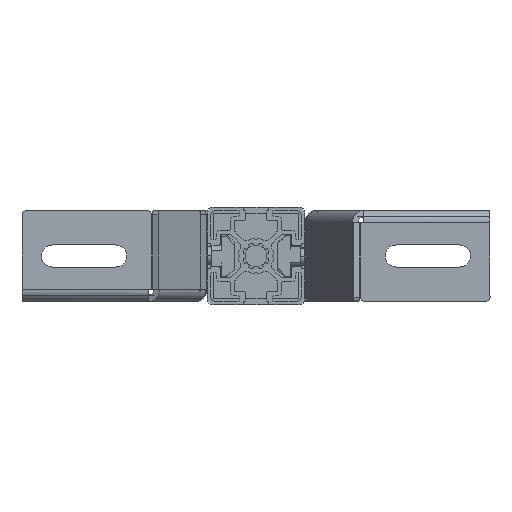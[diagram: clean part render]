
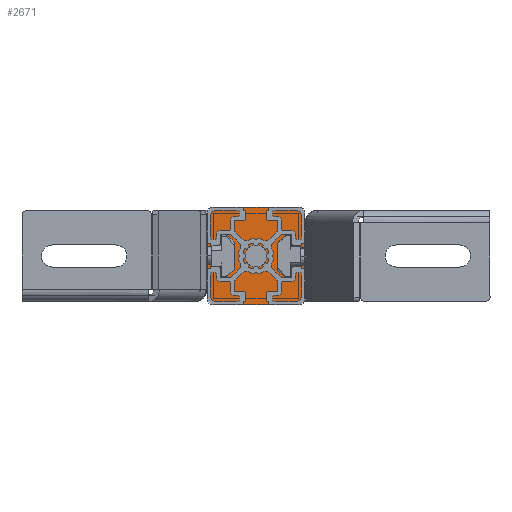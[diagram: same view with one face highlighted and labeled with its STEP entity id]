
A CAD part, front view. The second image highlights one B-rep face of the part: STEP entity #2671.
In plain terms, the highlighted face is planar.
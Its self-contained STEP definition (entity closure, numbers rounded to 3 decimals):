
#402 = CIRCLE ( 'NONE', #13440, 3. ) ;
#520 = DIRECTION ( 'NONE',  ( 0., 0., -1. ) ) ;
#523 = ORIENTED_EDGE ( 'NONE', *, *, #11089, .T. ) ;
#580 = CARTESIAN_POINT ( 'NONE',  ( -22.5, 19.5, 0. ) ) ;
#822 = ORIENTED_EDGE ( 'NONE', *, *, #1737, .F. ) ;
#836 = VERTEX_POINT ( 'NONE', #3957 ) ;
#839 = EDGE_CURVE ( 'NONE', #3145, #4575, #8099, .T. ) ;
#956 = CARTESIAN_POINT ( 'NONE',  ( 22.5, -19.5, 0. ) ) ;
#984 = EDGE_CURVE ( 'NONE', #9986, #2550, #402, .T. ) ;
#1151 = EDGE_CURVE ( 'NONE', #5431, #4533, #5847, .T. ) ;
#1295 = DIRECTION ( 'NONE',  ( 0., 0., -1. ) ) ;
#1352 = FACE_OUTER_BOUND ( 'NONE', #6580, .T. ) ;
#1391 = EDGE_CURVE ( '������5', #5320, #836, #9242, .T. ) ;
#1737 = EDGE_CURVE ( 'NONE', #9238, #2550, #11392, .T. ) ;
#1897 = EDGE_CURVE ( '������5', #836, #5320, #13035, .T. ) ;
#1899 = AXIS2_PLACEMENT_3D ( 'NONE', #8743, #520, #13032 ) ;
#2060 = CARTESIAN_POINT ( 'NONE',  ( -19.5, -19.5, 0. ) ) ;
#2061 = VECTOR ( 'NONE', #12350, 1000. ) ;
#2143 = CIRCLE ( 'NONE', #7772, 3. ) ;
#2493 = CARTESIAN_POINT ( 'NONE',  ( 19.5, 22.5, 0. ) ) ;
#2522 = ORIENTED_EDGE ( 'NONE', *, *, #1391, .F. ) ;
#2550 = VERTEX_POINT ( 'NONE', #8422 ) ;
#2648 = ORIENTED_EDGE ( 'NONE', *, *, #1897, .F. ) ;
#2655 = DIRECTION ( 'NONE',  ( -1., 0., 0. ) ) ;
#2671 = ADVANCED_FACE ( '�����2', ( #5621, #1352 ), #9699, .F. ) ;
#3145 = VERTEX_POINT ( 'NONE', #580 ) ;
#3510 = CARTESIAN_POINT ( 'NONE',  ( 0., 0., 0. ) ) ;
#3957 = CARTESIAN_POINT ( 'NONE',  ( -5., 0., 0. ) ) ;
#4097 = ORIENTED_EDGE ( 'NONE', *, *, #7782, .F. ) ;
#4533 = VERTEX_POINT ( 'NONE', #5598 ) ;
#4575 = VERTEX_POINT ( 'NONE', #4716 ) ;
#4716 = CARTESIAN_POINT ( 'NONE',  ( -22.5, -19.5, 0. ) ) ;
#4732 = AXIS2_PLACEMENT_3D ( 'NONE', #2060, #12326, #10282 ) ;
#5186 = ORIENTED_EDGE ( 'NONE', *, *, #8803, .T. ) ;
#5320 = VERTEX_POINT ( 'NONE', #7861 ) ;
#5431 = VERTEX_POINT ( 'NONE', #8276 ) ;
#5598 = CARTESIAN_POINT ( 'NONE',  ( 19.5, -22.5, 0. ) ) ;
#5621 = FACE_BOUND ( 'NONE', #6636, .T. ) ;
#5637 = AXIS2_PLACEMENT_3D ( 'NONE', #8690, #12842, #9834 ) ;
#5847 = LINE ( 'NONE', #11147, #9151 ) ;
#6270 = ORIENTED_EDGE ( 'NONE', *, *, #839, .F. ) ;
#6303 = VERTEX_POINT ( 'NONE', #10069 ) ;
#6424 = AXIS2_PLACEMENT_3D ( 'NONE', #6510, #10720, #9577 ) ;
#6510 = CARTESIAN_POINT ( 'NONE',  ( 0., 0., 0. ) ) ;
#6580 = EDGE_LOOP ( 'NONE', ( #6270, #523, #4097, #8444, #822, #8278, #6992, #5186 ) ) ;
#6619 = DIRECTION ( 'NONE',  ( 0., 0., -1. ) ) ;
#6636 = EDGE_LOOP ( 'NONE', ( #2522, #2648 ) ) ;
#6854 = DIRECTION ( 'NONE',  ( 1., 0., 0. ) ) ;
#6907 = CARTESIAN_POINT ( 'NONE',  ( -19.5, 19.5, 0. ) ) ;
#6992 = ORIENTED_EDGE ( 'NONE', *, *, #1151, .F. ) ;
#7476 = DIRECTION ( 'NONE',  ( 1., 0., 0. ) ) ;
#7772 = AXIS2_PLACEMENT_3D ( 'NONE', #6907, #12284, #11058 ) ;
#7782 = EDGE_CURVE ( 'NONE', #9986, #6303, #9994, .T. ) ;
#7861 = CARTESIAN_POINT ( 'NONE',  ( 5., 0., 0. ) ) ;
#8099 = LINE ( 'NONE', #12251, #9314 ) ;
#8276 = CARTESIAN_POINT ( 'NONE',  ( -19.5, -22.5, 0. ) ) ;
#8278 = ORIENTED_EDGE ( 'NONE', *, *, #12437, .T. ) ;
#8422 = CARTESIAN_POINT ( 'NONE',  ( 22.5, 19.5, 0. ) ) ;
#8444 = ORIENTED_EDGE ( 'NONE', *, *, #984, .T. ) ;
#8690 = CARTESIAN_POINT ( 'NONE',  ( 0., 0., 0. ) ) ;
#8743 = CARTESIAN_POINT ( 'NONE',  ( 19.5, -19.5, 0. ) ) ;
#8803 = EDGE_CURVE ( 'NONE', #5431, #4575, #9292, .T. ) ;
#9151 = VECTOR ( 'NONE', #6854, 1000. ) ;
#9238 = VERTEX_POINT ( 'NONE', #956 ) ;
#9242 = CIRCLE ( 'NONE', #6424, 5. ) ;
#9272 = VECTOR ( 'NONE', #2655, 1000. ) ;
#9292 = CIRCLE ( 'NONE', #4732, 3. ) ;
#9314 = VECTOR ( 'NONE', #11220, 1000. ) ;
#9577 = DIRECTION ( 'NONE',  ( -1., 0., 0. ) ) ;
#9699 = PLANE ( 'NONE',  #5637 ) ;
#9750 = DIRECTION ( 'NONE',  ( -1., 0., 0. ) ) ;
#9834 = DIRECTION ( 'NONE',  ( 1., 0., 0. ) ) ;
#9972 = AXIS2_PLACEMENT_3D ( 'NONE', #3510, #6619, #9750 ) ;
#9986 = VERTEX_POINT ( 'NONE', #2493 ) ;
#9994 = LINE ( 'NONE', #12925, #9272 ) ;
#10069 = CARTESIAN_POINT ( 'NONE',  ( -19.5, 22.5, 0. ) ) ;
#10242 = CARTESIAN_POINT ( 'NONE',  ( 22.5, -22.5, 0. ) ) ;
#10282 = DIRECTION ( 'NONE',  ( 1., 0., 0. ) ) ;
#10720 = DIRECTION ( 'NONE',  ( 0., 0., -1. ) ) ;
#10735 = CARTESIAN_POINT ( 'NONE',  ( 19.5, 19.5, 0. ) ) ;
#11058 = DIRECTION ( 'NONE',  ( 1., 0., 0. ) ) ;
#11089 = EDGE_CURVE ( 'NONE', #3145, #6303, #2143, .T. ) ;
#11147 = CARTESIAN_POINT ( 'NONE',  ( -22.5, -22.5, 0. ) ) ;
#11220 = DIRECTION ( 'NONE',  ( 0., -1., 0. ) ) ;
#11392 = LINE ( 'NONE', #10242, #2061 ) ;
#12251 = CARTESIAN_POINT ( 'NONE',  ( -22.5, 22.5, 0. ) ) ;
#12284 = DIRECTION ( 'NONE',  ( 0., 0., -1. ) ) ;
#12326 = DIRECTION ( 'NONE',  ( 0., 0., -1. ) ) ;
#12350 = DIRECTION ( 'NONE',  ( 0., 1., 0. ) ) ;
#12437 = EDGE_CURVE ( 'NONE', #9238, #4533, #12556, .T. ) ;
#12556 = CIRCLE ( 'NONE', #1899, 3. ) ;
#12842 = DIRECTION ( 'NONE',  ( 0., 0., 1. ) ) ;
#12925 = CARTESIAN_POINT ( 'NONE',  ( 22.5, 22.5, 0. ) ) ;
#13032 = DIRECTION ( 'NONE',  ( 1., 0., 0. ) ) ;
#13035 = CIRCLE ( 'NONE', #9972, 5. ) ;
#13440 = AXIS2_PLACEMENT_3D ( 'NONE', #10735, #1295, #7476 ) ;
